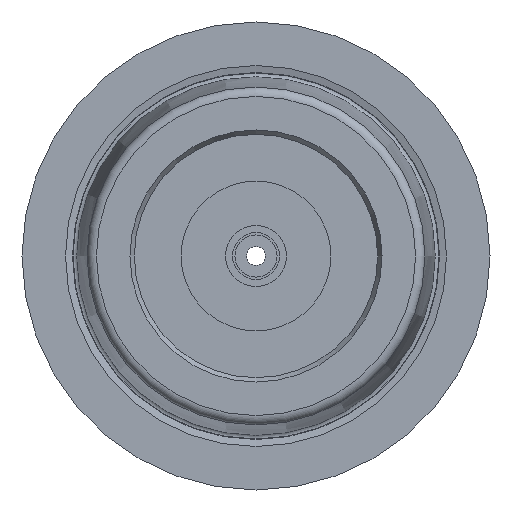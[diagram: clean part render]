
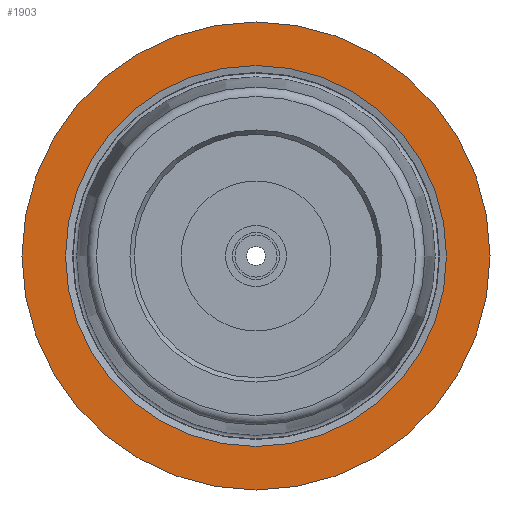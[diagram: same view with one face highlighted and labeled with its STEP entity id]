
A CAD part, left-side view. The second image highlights one B-rep face of the part: STEP entity #1903.
In plain terms, the highlighted planar face has unit normal (-1, 0, 0).
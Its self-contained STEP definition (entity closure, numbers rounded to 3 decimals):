
#1869=CARTESIAN_POINT('',(0.,20.35,0.0));
#1870=VERTEX_POINT('',#1869);
#1871=CARTESIAN_POINT('',(0.,0.,0.0));
#1872=DIRECTION('',(1.0,0.0,0.0));
#1873=DIRECTION('',(0.0,1.0,0.0));
#1874=AXIS2_PLACEMENT_3D('',#1871,#1872,#1873);
#1875=CIRCLE('',#1874,20.35);
#1876=EDGE_CURVE('',#1870,#1870,#1875,.T.);
#1884=CARTESIAN_POINT('',(0.,22.675,0.0));
#1885=DIRECTION('',(-1.0,0.0,0.0));
#1886=DIRECTION('',(0.0,0.0,1.0));
#1887=AXIS2_PLACEMENT_3D('',#1884,#1885,#1886);
#1888=PLANE('',#1887);
#1889=CARTESIAN_POINT('',(0.0,25.0,0.0));
#1890=VERTEX_POINT('',#1889);
#1891=CARTESIAN_POINT('',(0.,0.,0.0));
#1892=DIRECTION('',(1.0,0.0,0.0));
#1893=DIRECTION('',(0.0,1.0,0.0));
#1894=AXIS2_PLACEMENT_3D('',#1891,#1892,#1893);
#1895=CIRCLE('',#1894,25.);
#1896=EDGE_CURVE('',#1890,#1890,#1895,.T.);
#1897=ORIENTED_EDGE('',*,*,#1896,.F.);
#1898=EDGE_LOOP('',(#1897));
#1899=FACE_OUTER_BOUND('',#1898,.T.);
#1900=ORIENTED_EDGE('',*,*,#1876,.T.);
#1901=EDGE_LOOP('',(#1900));
#1902=FACE_BOUND('',#1901,.T.);
#1903=ADVANCED_FACE('',(#1899,#1902),#1888,.T.);
